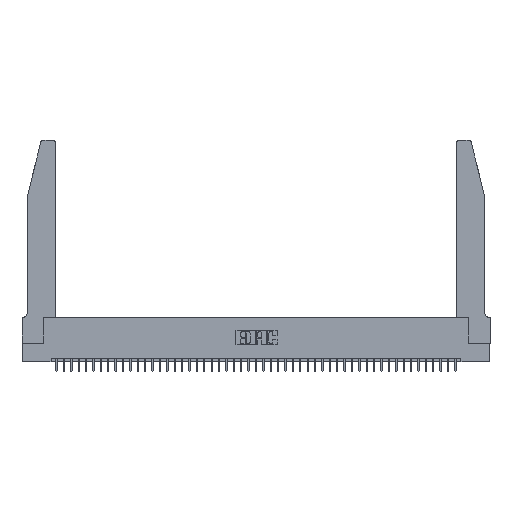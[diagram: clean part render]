
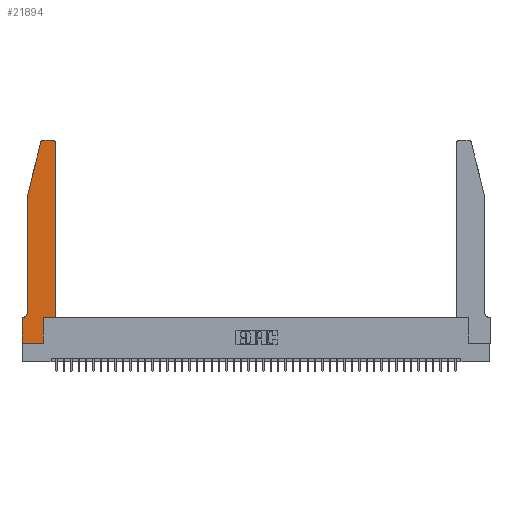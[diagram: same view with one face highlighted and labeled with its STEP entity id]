
A CAD part, top view. The second image highlights one B-rep face of the part: STEP entity #21894.
In plain terms, the highlighted planar face has unit normal (0, 0, 1).
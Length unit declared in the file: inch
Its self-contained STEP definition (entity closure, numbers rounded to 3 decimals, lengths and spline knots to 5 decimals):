
#19 = CARTESIAN_POINT ( 'NONE',  ( 0.4505, 0.35, 0.37 ) ) ;
#252 = CIRCLE ( 'NONE', #21228, 0.03 ) ;
#314 = AXIS2_PLACEMENT_3D ( 'NONE', #5156, #19439, #33732 ) ;
#1024 = VECTOR ( 'NONE', #12126, 39.37008 ) ;
#1294 = LINE ( 'NONE', #22627, #29811 ) ;
#2582 = CARTESIAN_POINT ( 'NONE',  ( 0.0755, 0.42, 0.37 ) ) ;
#3764 = AXIS2_PLACEMENT_3D ( 'NONE', #44753, #37509, #16163 ) ;
#4081 = VECTOR ( 'NONE', #19317, 39.37008 ) ;
#5156 = CARTESIAN_POINT ( 'NONE',  ( 0.284, 2.72, 0.37 ) ) ;
#5390 = VECTOR ( 'NONE', #36916, 39.37008 ) ;
#5424 = PLANE ( 'NONE',  #3764 ) ;
#5582 = EDGE_CURVE ( 'NONE', #8787, #32696, #12206, .T. ) ;
#6036 = DIRECTION ( 'NONE',  ( 1., 0., 0. ) ) ;
#6156 = EDGE_LOOP ( 'NONE', ( #33601, #31895, #20399, #14878, #45813, #27311, #18164, #33519, #40517, #13981, #41741, #44760 ) ) ;
#6216 = AXIS2_PLACEMENT_3D ( 'NONE', #25276, #10943, #39794 ) ;
#7089 = VECTOR ( 'NONE', #16009, 39.37008 ) ;
#7732 = DIRECTION ( 'NONE',  ( 1., 0., 0. ) ) ;
#8548 = LINE ( 'NONE', #30100, #5390 ) ;
#8787 = VERTEX_POINT ( 'NONE', #18426 ) ;
#8958 = CARTESIAN_POINT ( 'NONE',  ( 0.2865, 0.35, 0.37 ) ) ;
#9990 = EDGE_CURVE ( 'NONE', #20176, #43314, #252, .T. ) ;
#10705 = CIRCLE ( 'NONE', #6216, 0.07 ) ;
#10943 = DIRECTION ( 'NONE',  ( 0., 0., -1. ) ) ;
#11220 = CARTESIAN_POINT ( 'NONE',  ( 0.4205, 2.72, 0.37 ) ) ;
#11491 = DIRECTION ( 'NONE',  ( 0., 1., 0. ) ) ;
#11820 = VERTEX_POINT ( 'NONE', #19 ) ;
#12013 = EDGE_CURVE ( 'NONE', #26795, #25102, #38136, .T. ) ;
#12126 = DIRECTION ( 'NONE',  ( -1., 0., 0. ) ) ;
#12206 = CIRCLE ( 'NONE', #314, 0.03 ) ;
#12735 = CARTESIAN_POINT ( 'NONE',  ( 0.0755, 2., 0.37 ) ) ;
#13262 = CARTESIAN_POINT ( 'NONE',  ( 0., 0., 0.37 ) ) ;
#13981 = ORIENTED_EDGE ( 'NONE', *, *, #20799, .T. ) ;
#14636 = CARTESIAN_POINT ( 'NONE',  ( 0.0055, 0.35, 0.37 ) ) ;
#14813 = CARTESIAN_POINT ( 'NONE',  ( 0.0755, 2., 0.37 ) ) ;
#14878 = ORIENTED_EDGE ( 'NONE', *, *, #32858, .T. ) ;
#15449 = FACE_OUTER_BOUND ( 'NONE', #6156, .T. ) ;
#16009 = DIRECTION ( 'NONE',  ( -0.239, -0.971, 0. ) ) ;
#16163 = DIRECTION ( 'NONE',  ( 1., 0., 0. ) ) ;
#16220 = EDGE_CURVE ( 'NONE', #17099, #26795, #40648, .T. ) ;
#16334 = EDGE_CURVE ( 'NONE', #32696, #19192, #37357, .T. ) ;
#16789 = VERTEX_POINT ( 'NONE', #2582 ) ;
#17099 = VERTEX_POINT ( 'NONE', #37778 ) ;
#17502 = VECTOR ( 'NONE', #19890, 39.37008 ) ;
#18149 = VECTOR ( 'NONE', #11491, 39.37008 ) ;
#18164 = ORIENTED_EDGE ( 'NONE', *, *, #16220, .T. ) ;
#18426 = CARTESIAN_POINT ( 'NONE',  ( 0.284, 2.75, 0.37 ) ) ;
#19192 = VERTEX_POINT ( 'NONE', #12735 ) ;
#19317 = DIRECTION ( 'NONE',  ( 0., -1., 0. ) ) ;
#19439 = DIRECTION ( 'NONE',  ( 0., 0., 1. ) ) ;
#19890 = DIRECTION ( 'NONE',  ( 0., 1., 0. ) ) ;
#20176 = VERTEX_POINT ( 'NONE', #31862 ) ;
#20399 = ORIENTED_EDGE ( 'NONE', *, *, #16334, .T. ) ;
#20799 = EDGE_CURVE ( 'NONE', #39647, #11820, #1294, .T. ) ;
#21228 = AXIS2_PLACEMENT_3D ( 'NONE', #11220, #25324, #7732 ) ;
#21894 = ADVANCED_FACE ( 'NONE', ( #15449 ), #5424, .T. ) ;
#22627 = CARTESIAN_POINT ( 'NONE',  ( 0.4505, 0.35, 0.37 ) ) ;
#22942 = CARTESIAN_POINT ( 'NONE',  ( 0.2865, 0.35, 0.37 ) ) ;
#25102 = VERTEX_POINT ( 'NONE', #45194 ) ;
#25191 = LINE ( 'NONE', #14813, #37894 ) ;
#25276 = CARTESIAN_POINT ( 'NONE',  ( 0.0055, 0.42, 0.37 ) ) ;
#25324 = DIRECTION ( 'NONE',  ( 0., 0., 1. ) ) ;
#25375 = LINE ( 'NONE', #39673, #18149 ) ;
#25926 = EDGE_CURVE ( 'NONE', #46003, #17099, #8548, .T. ) ;
#26468 = LINE ( 'NONE', #22942, #17502 ) ;
#26670 = CARTESIAN_POINT ( 'NONE',  ( 0., 0., 0.37 ) ) ;
#26795 = VERTEX_POINT ( 'NONE', #26670 ) ;
#26932 = LINE ( 'NONE', #41217, #1024 ) ;
#27311 = ORIENTED_EDGE ( 'NONE', *, *, #25926, .T. ) ;
#29811 = VECTOR ( 'NONE', #29871, 39.37008 ) ;
#29871 = DIRECTION ( 'NONE',  ( 1., 0., 0. ) ) ;
#30100 = CARTESIAN_POINT ( 'NONE',  ( 0.0755, 0.35, 0.37 ) ) ;
#31751 = CARTESIAN_POINT ( 'NONE',  ( 0.25487, 2.72718, 0.37 ) ) ;
#31862 = CARTESIAN_POINT ( 'NONE',  ( 0.4505, 2.72, 0.37 ) ) ;
#31895 = ORIENTED_EDGE ( 'NONE', *, *, #5582, .T. ) ;
#32696 = VERTEX_POINT ( 'NONE', #31751 ) ;
#32706 = CARTESIAN_POINT ( 'NONE',  ( 0., 0., 0.37 ) ) ;
#32858 = EDGE_CURVE ( 'NONE', #19192, #16789, #25191, .T. ) ;
#33519 = ORIENTED_EDGE ( 'NONE', *, *, #12013, .T. ) ;
#33601 = ORIENTED_EDGE ( 'NONE', *, *, #43963, .T. ) ;
#33732 = DIRECTION ( 'NONE',  ( 1., 0., 0. ) ) ;
#33842 = CARTESIAN_POINT ( 'NONE',  ( 0.0755, 2., 0.37 ) ) ;
#35287 = CARTESIAN_POINT ( 'NONE',  ( 0.4205, 2.75, 0.37 ) ) ;
#36916 = DIRECTION ( 'NONE',  ( -1., 0., 0. ) ) ;
#37357 = LINE ( 'NONE', #33842, #7089 ) ;
#37509 = DIRECTION ( 'NONE',  ( 0., 0., 1. ) ) ;
#37778 = CARTESIAN_POINT ( 'NONE',  ( 0., 0.35, 0.37 ) ) ;
#37894 = VECTOR ( 'NONE', #43427, 39.37008 ) ;
#38136 = LINE ( 'NONE', #13262, #39444 ) ;
#39444 = VECTOR ( 'NONE', #6036, 39.37008 ) ;
#39647 = VERTEX_POINT ( 'NONE', #8958 ) ;
#39673 = CARTESIAN_POINT ( 'NONE',  ( 0.4505, 0.35, 0.37 ) ) ;
#39794 = DIRECTION ( 'NONE',  ( -1., 0., 0. ) ) ;
#40517 = ORIENTED_EDGE ( 'NONE', *, *, #43976, .T. ) ;
#40648 = LINE ( 'NONE', #32706, #4081 ) ;
#41217 = CARTESIAN_POINT ( 'NONE',  ( 0.2605, 2.75, 0.37 ) ) ;
#41741 = ORIENTED_EDGE ( 'NONE', *, *, #42102, .T. ) ;
#42102 = EDGE_CURVE ( 'NONE', #11820, #20176, #25375, .T. ) ;
#43000 = EDGE_CURVE ( 'NONE', #16789, #46003, #10705, .T. ) ;
#43314 = VERTEX_POINT ( 'NONE', #35287 ) ;
#43427 = DIRECTION ( 'NONE',  ( 0., -1., 0. ) ) ;
#43963 = EDGE_CURVE ( 'NONE', #43314, #8787, #26932, .T. ) ;
#43976 = EDGE_CURVE ( 'NONE', #25102, #39647, #26468, .T. ) ;
#44753 = CARTESIAN_POINT ( 'NONE',  ( 0., 0.35, 0.37 ) ) ;
#44760 = ORIENTED_EDGE ( 'NONE', *, *, #9990, .T. ) ;
#45194 = CARTESIAN_POINT ( 'NONE',  ( 0.2865, 0., 0.37 ) ) ;
#45813 = ORIENTED_EDGE ( 'NONE', *, *, #43000, .T. ) ;
#46003 = VERTEX_POINT ( 'NONE', #14636 ) ;
